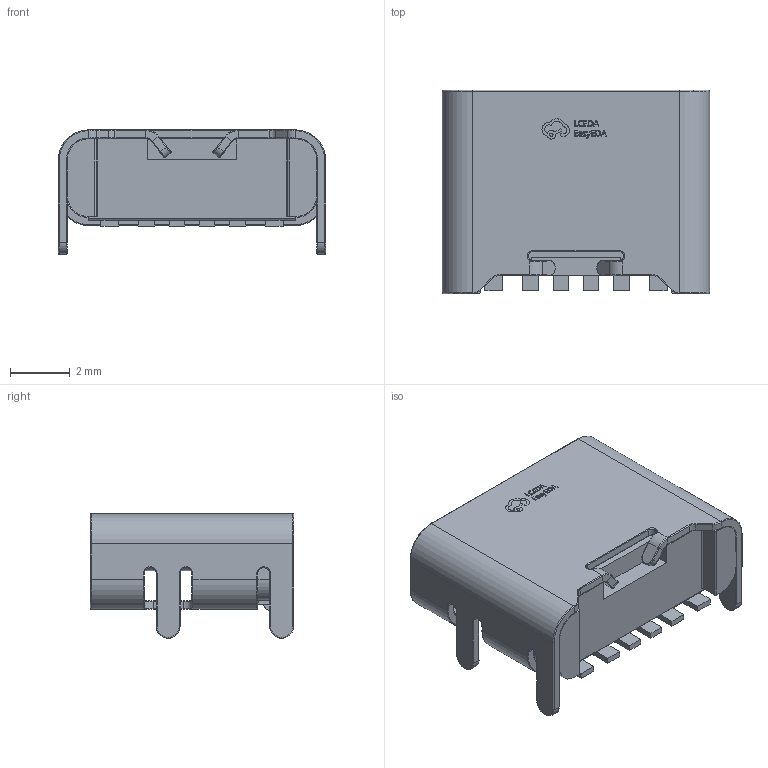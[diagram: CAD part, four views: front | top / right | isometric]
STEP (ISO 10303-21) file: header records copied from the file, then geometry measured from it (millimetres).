
FILE_DESCRIPTION (( 'STEP AP214' ), '1' );
FILE_NAME ('TYPE-C-SMD_6P-L8.9-W6.8-H3.2-P1.00.step', '2022-07-29T08:48:15', ( '' ), ( '' ), 'SwSTEP 2.0', 'SolidWorks 2020', '' );
FILE_SCHEMA (( 'AUTOMOTIVE_DESIGN' ));
Length unit declared in the file: millimetre
Products named in the file (1): TYPE-C-SMD_6P-L8.9-W6.8-H3.2-P1.00
Bounding box: 8.94 x 6.8 x 4.16 mm (x, y, z)
Volume: 111.9 mm3; surface area: 333.4 mm2
Topology: 1 solids, 1 shells, 629 faces, 1582 edges, 980 vertices
Faces by surface type: plane 270, cylinder 147, torus 110, bspline 102
Entity records: 26231 total; most frequent: CARTESIAN_POINT 4638, ORIENTED_EDGE 3164, DIRECTION 2864, EDGE_CURVE 1582, VERTEX_POINT 980, AXIS2_PLACEMENT_3D 970, VECTOR 924, LINE 924
